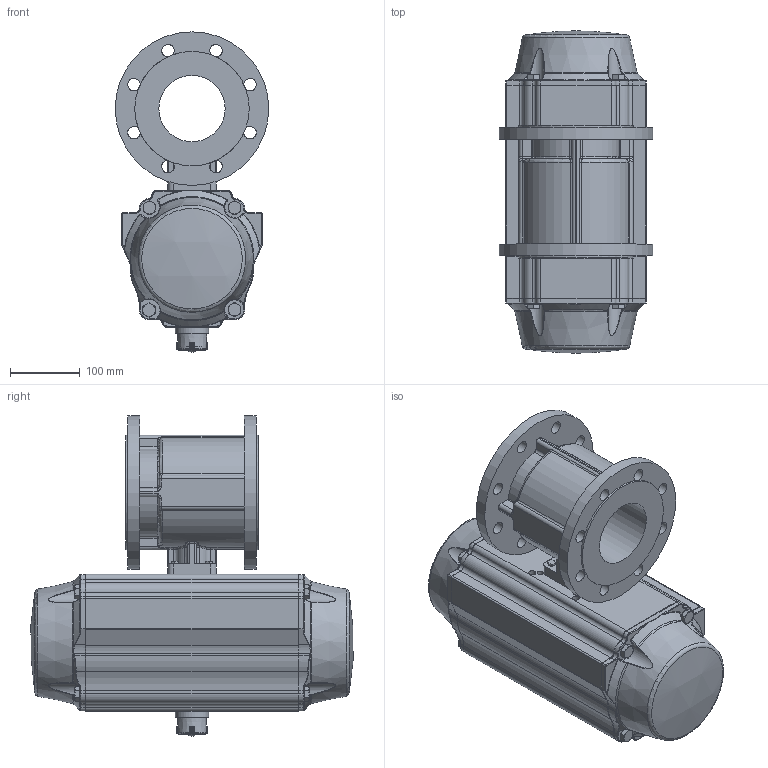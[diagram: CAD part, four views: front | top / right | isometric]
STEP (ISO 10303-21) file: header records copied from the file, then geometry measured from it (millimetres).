
FILE_DESCRIPTION(/* description */ ('Unknown'),/* implementation_level */ '2;1');
FILE_NAME(/* name */ 'FR07 0909-12',/* time_stamp */ '2022-11-15T12:03:32+01:00',/* author */ ('Unknown'),/* organization */ ('Unknown'),/* preprocessor_version */ 'ST-DEVELOPER v16.7',/* originating_system */ 'Solid Edge',/* authorisation */ 'Unknown');
FILE_SCHEMA (('AUTOMOTIVE_DESIGN { 1 0 10303 214 3 1 1 }','AUTOMOTIVE_DESIGN {1 0 10303 214 3 1 1}'));
Length unit declared in the file: millimetre
Products named in the file (11): FR500-4.150_160.100; 4.150_160.100; DIN558_M_6x30.1.3; DW08_FR07_(DW682_FR500); ____; ________(___________; _____________; ______; hexagon head bolts--product grade c gb_GB_FASTENER_BOLT_HHBC M12X55-N; cup head nib bolts with large head gb_GB_FASTENER_BOLT_CHNBW M6X25-N; KP-160
Assembly tree (22 placements, depth 4):
  FR500-4.150_160.100
    4.150_160.100
    DIN558_M_6x30.1.3  x4
    DW08_FR07_(DW682_FR500)
      ____
        ________(___________  x2
        _____________  x2
        ______
      hexagon head bolts--product grade c gb_GB_FASTENER_BOLT_HHBC M12X55-N  x8
      cup head nib bolts with large head gb_GB_FASTENER_BOLT_CHNBW M6X25-N
      KP-160
Bounding box: 220 x 461.71 x 458.9 mm (x, y, z)
Volume: 16362215.6 mm3; surface area: 702705.5 mm2
Topology: 20 solids, 20 shells, 1405 faces, 3318 edges, 1936 vertices
Faces by surface type: cylinder 419, plane 404, bspline 258, cone 164, torus 147, sphere 13
Full cylindrical faces by diameter (mm): 3 x16, 3.3 x8, 4.2 x12, 4.66 x1, 5 x1, 6 x5, 6.2 x1, 6.647 x2, 8.5 x8, 10.2 x12, 11.8 x2, 12 x8, 18 x16, 38.5 x1, 39 x1, 45 x1, 47.8 x1, 95 x1, 164 x2, 220 x2
Entity records: 41575 total; most frequent: CARTESIAN_POINT 16210, ORIENTED_EDGE 4800, DIRECTION 4769, EDGE_CURVE 2400, AXIS2_PLACEMENT_3D 1969, VERTEX_POINT 1489, FACE_BOUND 1311, EDGE_LOOP 1283
